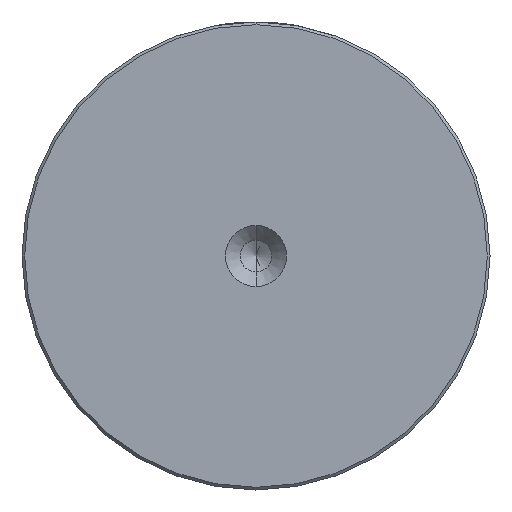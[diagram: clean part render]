
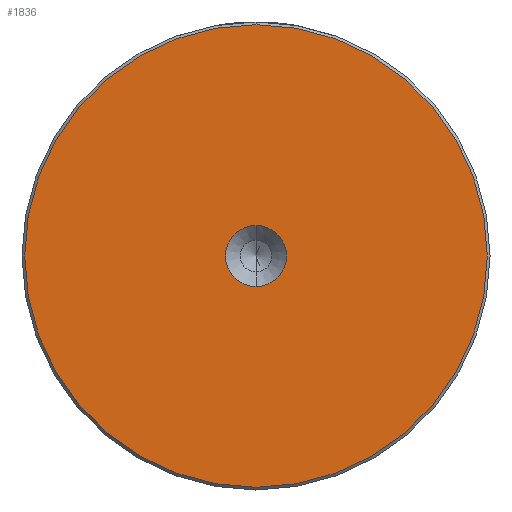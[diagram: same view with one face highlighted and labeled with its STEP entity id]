
A CAD part, left-side view. The second image highlights one B-rep face of the part: STEP entity #1836.
In plain terms, the highlighted planar face has unit normal (-1, 0, 0).
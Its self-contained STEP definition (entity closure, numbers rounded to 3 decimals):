
#80 = ORIENTED_EDGE ( 'NONE', *, *, #83, .T. ) ;
#83 = EDGE_CURVE ( 'NONE', #624, #1655, #1943, .T. ) ;
#122 = DIRECTION ( 'NONE',  ( -1., 0., 0. ) ) ;
#166 = EDGE_CURVE ( 'NONE', #1697, #1107, #1818, .T. ) ;
#371 = AXIS2_PLACEMENT_3D ( 'NONE', #2272, #2264, #2259 ) ;
#386 = DIRECTION ( 'NONE',  ( -1., 0., 0. ) ) ;
#395 = DIRECTION ( 'NONE',  ( 0., 0., 1. ) ) ;
#512 = CARTESIAN_POINT ( 'NONE',  ( 0., 0., 0. ) ) ;
#575 = CARTESIAN_POINT ( 'NONE',  ( 0., 0., -5.6 ) ) ;
#585 = DIRECTION ( 'NONE',  ( -1., 0., 0. ) ) ;
#624 = VERTEX_POINT ( 'NONE', #1744 ) ;
#644 = DIRECTION ( 'NONE',  ( -1., 0., 0. ) ) ;
#657 = AXIS2_PLACEMENT_3D ( 'NONE', #1815, #644, #2022 ) ;
#720 = EDGE_LOOP ( 'NONE', ( #1762, #80 ) ) ;
#791 = FACE_OUTER_BOUND ( 'NONE', #720, .T. ) ;
#897 = CIRCLE ( 'NONE', #2406, 42.5 ) ;
#974 = ORIENTED_EDGE ( 'NONE', *, *, #166, .F. ) ;
#1107 = VERTEX_POINT ( 'NONE', #575 ) ;
#1237 = FACE_BOUND ( 'NONE', #1501, .T. ) ;
#1302 = CARTESIAN_POINT ( 'NONE',  ( 0., 0., 0. ) ) ;
#1309 = ORIENTED_EDGE ( 'NONE', *, *, #1938, .F. ) ;
#1499 = DIRECTION ( 'NONE',  ( 0., 0., 1. ) ) ;
#1501 = EDGE_LOOP ( 'NONE', ( #974, #1309 ) ) ;
#1564 = AXIS2_PLACEMENT_3D ( 'NONE', #1302, #122, #1499 ) ;
#1641 = CIRCLE ( 'NONE', #1564, 5.6 ) ;
#1655 = VERTEX_POINT ( 'NONE', #2112 ) ;
#1697 = VERTEX_POINT ( 'NONE', #1718 ) ;
#1718 = CARTESIAN_POINT ( 'NONE',  ( 0., 0., 5.6 ) ) ;
#1744 = CARTESIAN_POINT ( 'NONE',  ( 0., 0., 42.5 ) ) ;
#1762 = ORIENTED_EDGE ( 'NONE', *, *, #1806, .T. ) ;
#1765 = CARTESIAN_POINT ( 'NONE',  ( 0., 0., 0. ) ) ;
#1774 = PLANE ( 'NONE',  #657 ) ;
#1806 = EDGE_CURVE ( 'NONE', #1655, #624, #897, .T. ) ;
#1815 = CARTESIAN_POINT ( 'NONE',  ( 0., 0., 0. ) ) ;
#1818 = CIRCLE ( 'NONE', #371, 5.6 ) ;
#1836 = ADVANCED_FACE ( 'NONE', ( #791, #1237 ), #1774, .T. ) ;
#1938 = EDGE_CURVE ( 'NONE', #1107, #1697, #1641, .T. ) ;
#1943 = CIRCLE ( 'NONE', #2015, 42.5 ) ;
#1971 = DIRECTION ( 'NONE',  ( 0., 0., 1. ) ) ;
#2015 = AXIS2_PLACEMENT_3D ( 'NONE', #512, #386, #395 ) ;
#2022 = DIRECTION ( 'NONE',  ( 0., 0., 1. ) ) ;
#2112 = CARTESIAN_POINT ( 'NONE',  ( 0., 0., -42.5 ) ) ;
#2259 = DIRECTION ( 'NONE',  ( 0., 0., 1. ) ) ;
#2264 = DIRECTION ( 'NONE',  ( -1., 0., 0. ) ) ;
#2272 = CARTESIAN_POINT ( 'NONE',  ( 0., 0., 0. ) ) ;
#2406 = AXIS2_PLACEMENT_3D ( 'NONE', #1765, #585, #1971 ) ;
